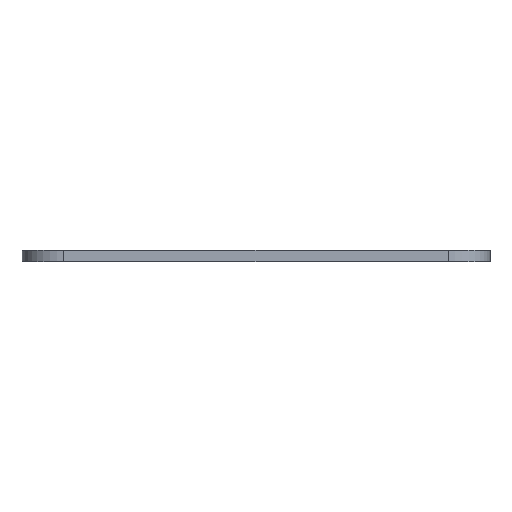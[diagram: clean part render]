
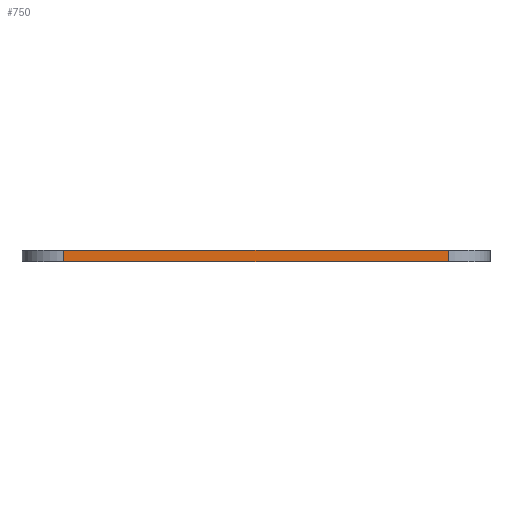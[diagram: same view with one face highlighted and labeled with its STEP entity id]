
A CAD part, left-side view. The second image highlights one B-rep face of the part: STEP entity #750.
In plain terms, the highlighted planar face has unit normal (-1, 0, 0).
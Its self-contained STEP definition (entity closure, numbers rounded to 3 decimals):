
#112=PLANE('',#827);
#137=FACE_OUTER_BOUND('',#187,.T.);
#187=EDGE_LOOP('',(#632,#633,#634,#635));
#224=LINE('',#1132,#285);
#260=LINE('',#1273,#321);
#261=LINE('',#1276,#322);
#262=LINE('',#1277,#323);
#285=VECTOR('',#877,10.);
#321=VECTOR('',#995,10.);
#322=VECTOR('',#998,10.);
#323=VECTOR('',#999,10.);
#355=VERTEX_POINT('',#1129);
#356=VERTEX_POINT('',#1131);
#398=VERTEX_POINT('',#1271);
#399=VERTEX_POINT('',#1275);
#427=EDGE_CURVE('',#355,#356,#224,.T.);
#488=EDGE_CURVE('',#398,#355,#260,.T.);
#489=EDGE_CURVE('',#356,#399,#261,.T.);
#490=EDGE_CURVE('',#398,#399,#262,.T.);
#632=ORIENTED_EDGE('',*,*,#489,.F.);
#633=ORIENTED_EDGE('',*,*,#427,.F.);
#634=ORIENTED_EDGE('',*,*,#488,.F.);
#635=ORIENTED_EDGE('',*,*,#490,.T.);
#750=ADVANCED_FACE('',(#137),#112,.T.);
#827=AXIS2_PLACEMENT_3D('',#1274,#996,#997);
#877=DIRECTION('',(0.,1.,0.));
#995=DIRECTION('',(0.,0.,-1.));
#996=DIRECTION('center_axis',(-1.,0.,0.));
#997=DIRECTION('ref_axis',(0.,1.,0.));
#998=DIRECTION('',(0.,0.,1.));
#999=DIRECTION('',(0.,1.,0.));
#1129=CARTESIAN_POINT('',(-163.409,-49.291,0.));
#1131=CARTESIAN_POINT('',(-163.409,47.009,0.));
#1132=CARTESIAN_POINT('',(-163.409,-30.216,0.));
#1271=CARTESIAN_POINT('',(-163.409,-49.291,3.));
#1273=CARTESIAN_POINT('',(-163.409,-49.291,3.1));
#1274=CARTESIAN_POINT('Origin',(-163.409,-59.291,3.1));
#1275=CARTESIAN_POINT('',(-163.409,47.009,3.));
#1276=CARTESIAN_POINT('',(-163.409,47.009,3.1));
#1277=CARTESIAN_POINT('',(-163.409,-30.216,3.));
